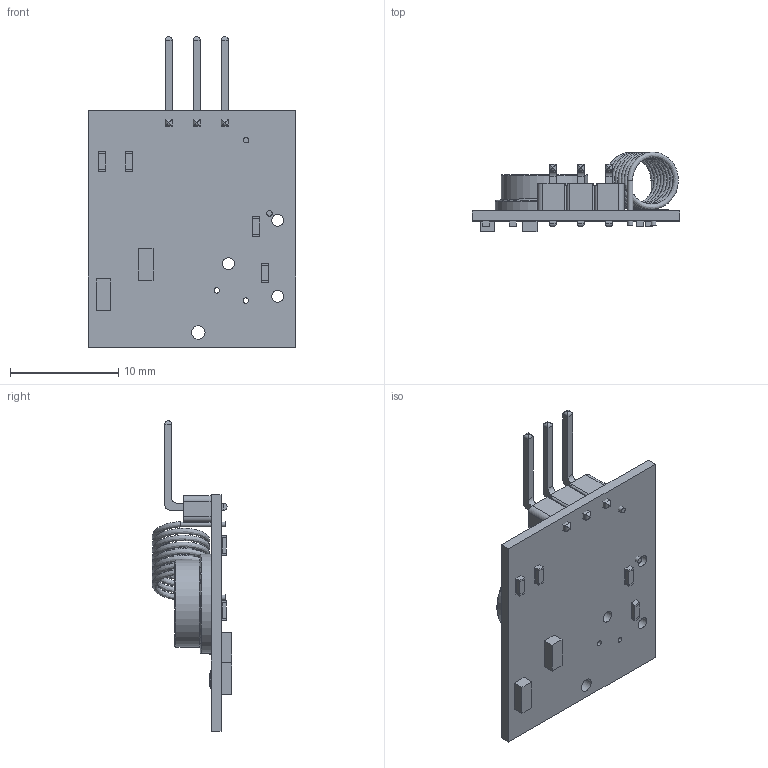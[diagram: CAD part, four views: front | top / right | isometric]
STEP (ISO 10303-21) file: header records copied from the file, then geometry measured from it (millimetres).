
FILE_DESCRIPTION(/* description */ (''),/* implementation_level */ '2;1');
FILE_NAME(/* name */ 'fs1000 v2.step',/* time_stamp */ '2022-02-12T18:53:31+01:00',/* author */ (''),/* organization */ (''),/* preprocessor_version */ 'ST-DEVELOPER v18.1',/* originating_system */ 'Autodesk Translation Framework v10.13.0.1454',/* authorisation */ '');
FILE_SCHEMA (('AUTOMOTIVE_DESIGN { 1 0 10303 214 3 1 1 }'));
Length unit declared in the file: millimetre
Products named in the file (1): fs1000
Bounding box: 19.11 x 7.35 x 28.61 mm (x, y, z)
Volume: 659.9 mm3; surface area: 1583.2 mm2
Topology: 22 solids, 22 shells, 210 faces, 471 edges, 306 vertices
Faces by surface type: plane 139, cylinder 62, torus 8, bspline 1
Full cylindrical faces by diameter (mm): 0.5 x6, 0.7 x2, 1.1 x6, 1.25 x1, 1.3 x3, 8 x1, 9.1 x1
Entity records: 7051 total; most frequent: CARTESIAN_POINT 2143, DIRECTION 1024, ORIENTED_EDGE 942, EDGE_CURVE 471, AXIS2_PLACEMENT_3D 344, LINE 336, VECTOR 336, VERTEX_POINT 306
